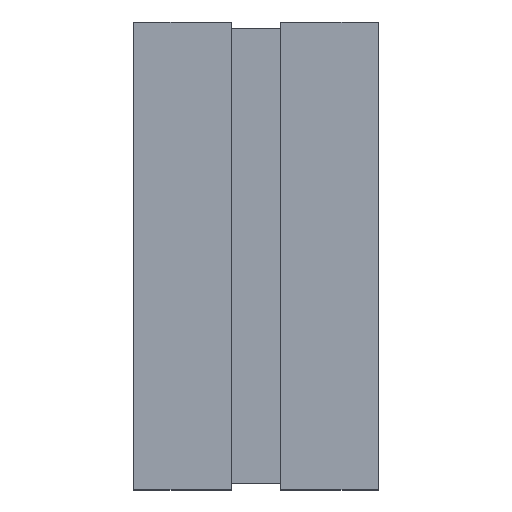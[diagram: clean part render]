
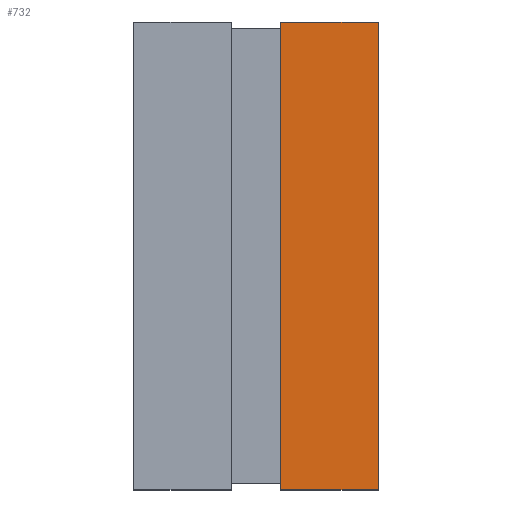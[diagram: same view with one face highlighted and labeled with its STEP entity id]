
A CAD part, top view. The second image highlights one B-rep face of the part: STEP entity #732.
In plain terms, the highlighted planar face has unit normal (0, 0, 1).
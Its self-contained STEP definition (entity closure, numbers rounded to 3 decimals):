
#508=CARTESIAN_POINT('',(0.876,-1.676,0.66));
#507=VERTEX_POINT('',#508);
#518=CARTESIAN_POINT('',(0.176,-1.676,0.66));
#517=VERTEX_POINT('',#518);
#516=EDGE_CURVE('',#517,#507,#521,.T.);
#521=LINE('',#518,#523);
#523=VECTOR('',#524,0.7);
#524=DIRECTION('',(1.0,0.0,0.0));
#557=CARTESIAN_POINT('',(0.876,1.676,0.66));
#556=VERTEX_POINT('',#557);
#565=EDGE_CURVE('',#507,#556,#570,.T.);
#570=LINE('',#508,#572);
#572=VECTOR('',#573,3.353);
#573=DIRECTION('',(0.0,1.0,0.0));
#606=CARTESIAN_POINT('',(0.176,1.676,0.66));
#605=VERTEX_POINT('',#606);
#614=EDGE_CURVE('',#556,#605,#619,.T.);
#619=LINE('',#557,#621);
#621=VECTOR('',#622,0.7);
#622=DIRECTION('',(-1.0,0.0,0.0));
#663=EDGE_CURVE('',#605,#517,#668,.T.);
#668=LINE('',#606,#670);
#670=VECTOR('',#671,3.353);
#671=DIRECTION('',(0.0,-1.0,0.0));
#732=ADVANCED_FACE('',(#738),#733,.T.);
#733=PLANE('',#734);
#734=AXIS2_PLACEMENT_3D('',#735,#736,#737);
#735=CARTESIAN_POINT('',(0.176,-1.676,0.66));
#736=DIRECTION('',(0.0,0.0,1.0));
#737=DIRECTION('',(0.,1.,0.));
#738=FACE_OUTER_BOUND('',#739,.T.);
#739=EDGE_LOOP('',(#740,#750,#760,#770));
#740=ORIENTED_EDGE('',*,*,#516,.T.);
#750=ORIENTED_EDGE('',*,*,#565,.T.);
#760=ORIENTED_EDGE('',*,*,#614,.T.);
#770=ORIENTED_EDGE('',*,*,#663,.T.);
